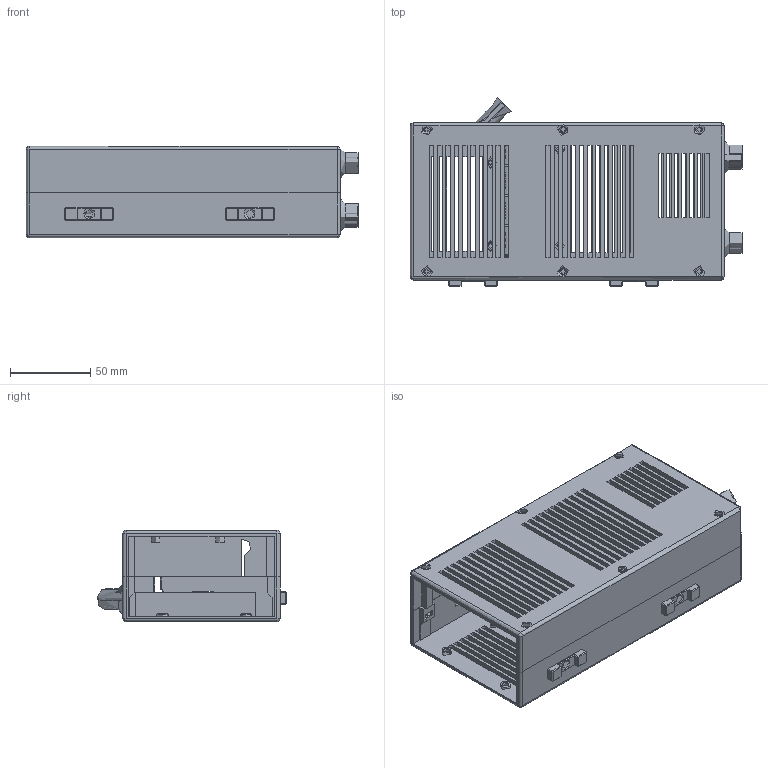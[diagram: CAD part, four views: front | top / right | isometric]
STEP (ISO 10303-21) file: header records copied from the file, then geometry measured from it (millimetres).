
FILE_DESCRIPTION(/* description */ (''),/* implementation_level */ '2;1');
FILE_NAME(/* name */ 'RamboBox-Mosfet-1x-2.0 v1.step',/* time_stamp */ '2018-02-24T21:39:53+01:00',/* author */ ('wolfgang.schadow'),/* organization */ (''),/* preprocessor_version */ 'ST-DEVELOPER v16.13',/* originating_system */ 'Autodesk Translation Framework v6.5.0.72',/* authorisation */ '');
FILE_SCHEMA (('AUTOMOTIVE_DESIGN { 1 0 10303 214 3 1 1 }'));
Length unit declared in the file: millimetre
Products named in the file (1): RamboBox-Mosfet-1x-2.0
Bounding box: 207 x 117.79 x 57 mm (x, y, z)
Volume: 186592.5 mm3
Topology: 2 solids, 11 shells, 1027 faces, 2697 edges, 1767 vertices
Faces by surface type: plane 801, cylinder 112, bspline 60, cone 48, sphere 6
Full cylindrical faces by diameter (mm): 2.8 x12, 3.2 x2, 3.3 x18, 4 x1, 5.4 x4, 6 x6, 6.974 x3, 6.975 x1, 7 x4
Entity records: 32412 total; most frequent: CARTESIAN_POINT 7023, ORIENTED_EDGE 5406, DIRECTION 4744, EDGE_CURVE 2703, LINE 2246, VECTOR 2246, VERTEX_POINT 1767, AXIS2_PLACEMENT_3D 1249
